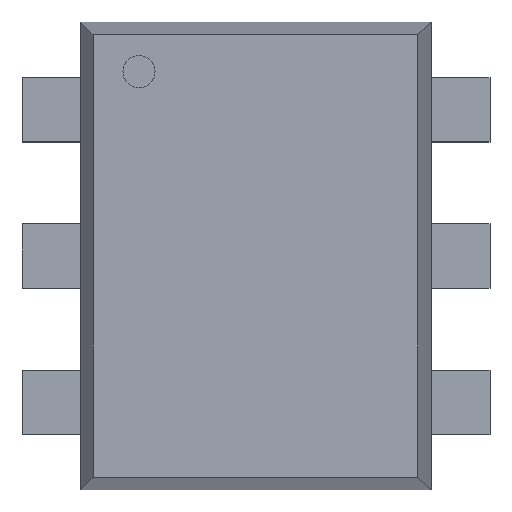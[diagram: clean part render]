
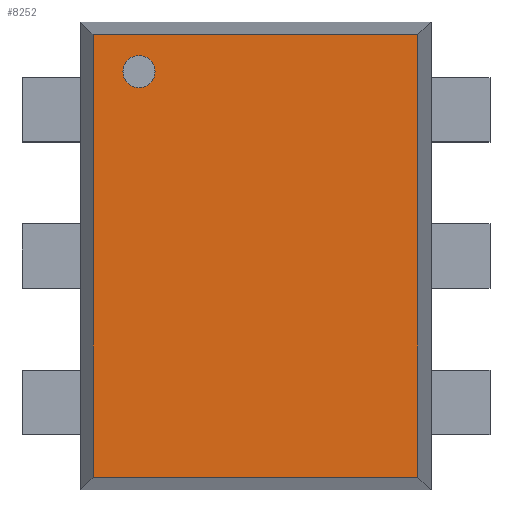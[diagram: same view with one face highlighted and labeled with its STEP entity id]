
A CAD part, top view. The second image highlights one B-rep face of the part: STEP entity #8252.
In plain terms, the highlighted planar face has unit normal (0, 0, 1).
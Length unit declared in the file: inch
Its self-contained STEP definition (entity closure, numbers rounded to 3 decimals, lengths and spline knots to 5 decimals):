
#112 = B_SPLINE_SURFACE_WITH_KNOTS('',1,1,(
    (#113,#114)
    ,(#115,#116
  )),.UNSPECIFIED.,.F.,.F.,.F.,(2,2),(2,2),(0.,1.2),(0.,1.),
  .PIECEWISE_BEZIER_KNOTS.);
#113 = CARTESIAN_POINT('',(-0.02362,0.0315,
    0.00787));
#114 = CARTESIAN_POINT('',(-0.02193,0.0298,
    0.02165));
#115 = CARTESIAN_POINT('',(0.02362,0.0315,
    0.00787));
#116 = CARTESIAN_POINT('',(0.02177,0.0298,
    0.02165));
#3728 = B_SPLINE_SURFACE_WITH_KNOTS('',1,1,(
    (#3729,#3730)
    ,(#3731,#3732
    )),.UNSPECIFIED.,.F.,.F.,.F.,(2,2),(2,2),(0.,1.6),(0.,1.),
  .PIECEWISE_BEZIER_KNOTS.);
#3729 = CARTESIAN_POINT('',(0.02362,0.0315,
    0.00787));
#3730 = CARTESIAN_POINT('',(0.02177,0.0298,
    0.02165));
#3731 = CARTESIAN_POINT('',(0.02362,-0.0315,
    0.00787));
#3732 = CARTESIAN_POINT('',(0.02177,-0.0298,
    0.02165));
#3745 = VERTEX_POINT('',#3746);
#3746 = CARTESIAN_POINT('',(0.02177,0.0298,
    0.02165));
#3766 = EDGE_CURVE('',#3767,#3745,#3769,.T.);
#3767 = VERTEX_POINT('',#3768);
#3768 = CARTESIAN_POINT('',(-0.02193,0.0298,
    0.02165));
#3769 = SURFACE_CURVE('',#3770,(#3774,#3780),.PCURVE_S1.);
#3770 = LINE('',#3771,#3772);
#3771 = CARTESIAN_POINT('',(-0.02193,0.0298,
    0.02165));
#3772 = VECTOR('',#3773,0.03937);
#3773 = DIRECTION('',(1.,0.,0.));
#3774 = PCURVE('',#112,#3775);
#3775 = DEFINITIONAL_REPRESENTATION('',(#3776),#3779);
#3776 = B_SPLINE_CURVE_WITH_KNOTS('',1,(#3777,#3778),.UNSPECIFIED.,.F.,
  .F.,(2,2),(0.,1.11),.PIECEWISE_BEZIER_KNOTS.);
#3777 = CARTESIAN_POINT('',(0.,1.));
#3778 = CARTESIAN_POINT('',(1.2,1.));
#3779 = ( GEOMETRIC_REPRESENTATION_CONTEXT(2) 
PARAMETRIC_REPRESENTATION_CONTEXT() REPRESENTATION_CONTEXT('2D SPACE',''
  ) );
#3780 = PCURVE('',#3781,#3786);
#3781 = PLANE('',#3782);
#3782 = AXIS2_PLACEMENT_3D('',#3783,#3784,#3785);
#3783 = CARTESIAN_POINT('',(-0.02193,0.0298,
    0.02165));
#3784 = DIRECTION('',(0.,0.,1.));
#3785 = DIRECTION('',(0.591,-0.806,0.));
#3786 = DEFINITIONAL_REPRESENTATION('',(#3787),#3791);
#3787 = LINE('',#3788,#3789);
#3788 = CARTESIAN_POINT('',(0.,0.));
#3789 = VECTOR('',#3790,1.);
#3790 = DIRECTION('',(0.591,0.806));
#3791 = ( GEOMETRIC_REPRESENTATION_CONTEXT(2) 
PARAMETRIC_REPRESENTATION_CONTEXT() REPRESENTATION_CONTEXT('2D SPACE',''
  ) );
#3806 = B_SPLINE_SURFACE_WITH_KNOTS('',1,1,(
    (#3807,#3808)
    ,(#3809,#3810
    )),.UNSPECIFIED.,.F.,.F.,.F.,(2,2),(2,2),(0.,1.6),(0.,1.),
  .PIECEWISE_BEZIER_KNOTS.);
#3807 = CARTESIAN_POINT('',(-0.02362,-0.0315,
    0.00787));
#3808 = CARTESIAN_POINT('',(-0.02193,-0.0298,
    0.02165));
#3809 = CARTESIAN_POINT('',(-0.02362,0.0315,
    0.00787));
#3810 = CARTESIAN_POINT('',(-0.02193,0.0298,
    0.02165));
#7431 = B_SPLINE_SURFACE_WITH_KNOTS('',1,1,(
    (#7432,#7433)
    ,(#7434,#7435
    )),.UNSPECIFIED.,.F.,.F.,.F.,(2,2),(2,2),(0.,1.2),(0.,1.),
  .PIECEWISE_BEZIER_KNOTS.);
#7432 = CARTESIAN_POINT('',(0.02362,-0.0315,
    0.00787));
#7433 = CARTESIAN_POINT('',(0.02177,-0.0298,
    0.02165));
#7434 = CARTESIAN_POINT('',(-0.02362,-0.0315,
    0.00787));
#7435 = CARTESIAN_POINT('',(-0.02193,-0.0298,
    0.02165));
#8130 = VERTEX_POINT('',#8131);
#8131 = CARTESIAN_POINT('',(0.02177,-0.0298,
    0.02165));
#8151 = EDGE_CURVE('',#3745,#8130,#8152,.T.);
#8152 = SURFACE_CURVE('',#8153,(#8157,#8163),.PCURVE_S1.);
#8153 = LINE('',#8154,#8155);
#8154 = CARTESIAN_POINT('',(0.02177,0.0298,
    0.02165));
#8155 = VECTOR('',#8156,0.03937);
#8156 = DIRECTION('',(0.,-1.,0.));
#8157 = PCURVE('',#3728,#8158);
#8158 = DEFINITIONAL_REPRESENTATION('',(#8159),#8162);
#8159 = B_SPLINE_CURVE_WITH_KNOTS('',1,(#8160,#8161),.UNSPECIFIED.,.F.,
  .F.,(2,2),(0.,1.514),.PIECEWISE_BEZIER_KNOTS.);
#8160 = CARTESIAN_POINT('',(0.,1.));
#8161 = CARTESIAN_POINT('',(1.6,1.));
#8162 = ( GEOMETRIC_REPRESENTATION_CONTEXT(2) 
PARAMETRIC_REPRESENTATION_CONTEXT() REPRESENTATION_CONTEXT('2D SPACE',''
  ) );
#8163 = PCURVE('',#3781,#8164);
#8164 = DEFINITIONAL_REPRESENTATION('',(#8165),#8169);
#8165 = LINE('',#8166,#8167);
#8166 = CARTESIAN_POINT('',(0.026,0.035));
#8167 = VECTOR('',#8168,1.);
#8168 = DIRECTION('',(0.806,-0.591));
#8169 = ( GEOMETRIC_REPRESENTATION_CONTEXT(2) 
PARAMETRIC_REPRESENTATION_CONTEXT() REPRESENTATION_CONTEXT('2D SPACE',''
  ) );
#8252 = ADVANCED_FACE('',(#8253,#8299),#3781,.T.);
#8253 = FACE_BOUND('',#8254,.T.);
#8254 = EDGE_LOOP('',(#8255,#8256,#8278,#8298));
#8255 = ORIENTED_EDGE('',*,*,#3766,.F.);
#8256 = ORIENTED_EDGE('',*,*,#8257,.F.);
#8257 = EDGE_CURVE('',#8258,#3767,#8260,.T.);
#8258 = VERTEX_POINT('',#8259);
#8259 = CARTESIAN_POINT('',(-0.02193,-0.0298,
    0.02165));
#8260 = SURFACE_CURVE('',#8261,(#8265,#8272),.PCURVE_S1.);
#8261 = LINE('',#8262,#8263);
#8262 = CARTESIAN_POINT('',(-0.02193,-0.0298,
    0.02165));
#8263 = VECTOR('',#8264,0.03937);
#8264 = DIRECTION('',(0.,1.,0.));
#8265 = PCURVE('',#3781,#8266);
#8266 = DEFINITIONAL_REPRESENTATION('',(#8267),#8271);
#8267 = LINE('',#8268,#8269);
#8268 = CARTESIAN_POINT('',(0.048,-0.035));
#8269 = VECTOR('',#8270,1.);
#8270 = DIRECTION('',(-0.806,0.591));
#8271 = ( GEOMETRIC_REPRESENTATION_CONTEXT(2) 
PARAMETRIC_REPRESENTATION_CONTEXT() REPRESENTATION_CONTEXT('2D SPACE',''
  ) );
#8272 = PCURVE('',#3806,#8273);
#8273 = DEFINITIONAL_REPRESENTATION('',(#8274),#8277);
#8274 = B_SPLINE_CURVE_WITH_KNOTS('',1,(#8275,#8276),.UNSPECIFIED.,.F.,
  .F.,(2,2),(0.,1.514),.PIECEWISE_BEZIER_KNOTS.);
#8275 = CARTESIAN_POINT('',(0.,1.));
#8276 = CARTESIAN_POINT('',(1.6,1.));
#8277 = ( GEOMETRIC_REPRESENTATION_CONTEXT(2) 
PARAMETRIC_REPRESENTATION_CONTEXT() REPRESENTATION_CONTEXT('2D SPACE',''
  ) );
#8278 = ORIENTED_EDGE('',*,*,#8279,.F.);
#8279 = EDGE_CURVE('',#8130,#8258,#8280,.T.);
#8280 = SURFACE_CURVE('',#8281,(#8285,#8292),.PCURVE_S1.);
#8281 = LINE('',#8282,#8283);
#8282 = CARTESIAN_POINT('',(0.02177,-0.0298,
    0.02165));
#8283 = VECTOR('',#8284,0.03937);
#8284 = DIRECTION('',(-1.,0.,0.));
#8285 = PCURVE('',#3781,#8286);
#8286 = DEFINITIONAL_REPRESENTATION('',(#8287),#8291);
#8287 = LINE('',#8288,#8289);
#8288 = CARTESIAN_POINT('',(0.074,0.));
#8289 = VECTOR('',#8290,1.);
#8290 = DIRECTION('',(-0.591,-0.806));
#8291 = ( GEOMETRIC_REPRESENTATION_CONTEXT(2) 
PARAMETRIC_REPRESENTATION_CONTEXT() REPRESENTATION_CONTEXT('2D SPACE',''
  ) );
#8292 = PCURVE('',#7431,#8293);
#8293 = DEFINITIONAL_REPRESENTATION('',(#8294),#8297);
#8294 = B_SPLINE_CURVE_WITH_KNOTS('',1,(#8295,#8296),.UNSPECIFIED.,.F.,
  .F.,(2,2),(0.,1.11),.PIECEWISE_BEZIER_KNOTS.);
#8295 = CARTESIAN_POINT('',(0.,1.));
#8296 = CARTESIAN_POINT('',(1.2,1.));
#8297 = ( GEOMETRIC_REPRESENTATION_CONTEXT(2) 
PARAMETRIC_REPRESENTATION_CONTEXT() REPRESENTATION_CONTEXT('2D SPACE',''
  ) );
#8298 = ORIENTED_EDGE('',*,*,#8151,.F.);
#8299 = FACE_BOUND('',#8300,.T.);
#8300 = EDGE_LOOP('',(#8301));
#8301 = ORIENTED_EDGE('',*,*,#8302,.F.);
#8302 = EDGE_CURVE('',#8303,#8303,#8305,.T.);
#8303 = VERTEX_POINT('',#8304);
#8304 = CARTESIAN_POINT('',(-0.01358,0.0248,
    0.02165));
#8305 = SURFACE_CURVE('',#8306,(#8311,#8318),.PCURVE_S1.);
#8306 = CIRCLE('',#8307,0.00217);
#8307 = AXIS2_PLACEMENT_3D('',#8308,#8309,#8310);
#8308 = CARTESIAN_POINT('',(-0.01575,0.0248,
    0.02165));
#8309 = DIRECTION('',(0.,0.,1.));
#8310 = DIRECTION('',(1.,0.,0.));
#8311 = PCURVE('',#3781,#8312);
#8312 = DEFINITIONAL_REPRESENTATION('',(#8313),#8317);
#8313 = CIRCLE('',#8314,0.00217);
#8314 = AXIS2_PLACEMENT_2D('',#8315,#8316);
#8315 = CARTESIAN_POINT('',(0.008,0.002));
#8316 = DIRECTION('',(0.591,0.806));
#8317 = ( GEOMETRIC_REPRESENTATION_CONTEXT(2) 
PARAMETRIC_REPRESENTATION_CONTEXT() REPRESENTATION_CONTEXT('2D SPACE',''
  ) );
#8318 = PCURVE('',#8319,#8324);
#8319 = CYLINDRICAL_SURFACE('',#8320,0.00217);
#8320 = AXIS2_PLACEMENT_3D('',#8321,#8322,#8323);
#8321 = CARTESIAN_POINT('',(-0.01575,0.0248,
    0.02165));
#8322 = DIRECTION('',(0.,0.,1.));
#8323 = DIRECTION('',(1.,0.,0.));
#8324 = DEFINITIONAL_REPRESENTATION('',(#8325),#8329);
#8325 = LINE('',#8326,#8327);
#8326 = CARTESIAN_POINT('',(0.,0.));
#8327 = VECTOR('',#8328,1.);
#8328 = DIRECTION('',(1.,0.));
#8329 = ( GEOMETRIC_REPRESENTATION_CONTEXT(2) 
PARAMETRIC_REPRESENTATION_CONTEXT() REPRESENTATION_CONTEXT('2D SPACE',''
  ) );
